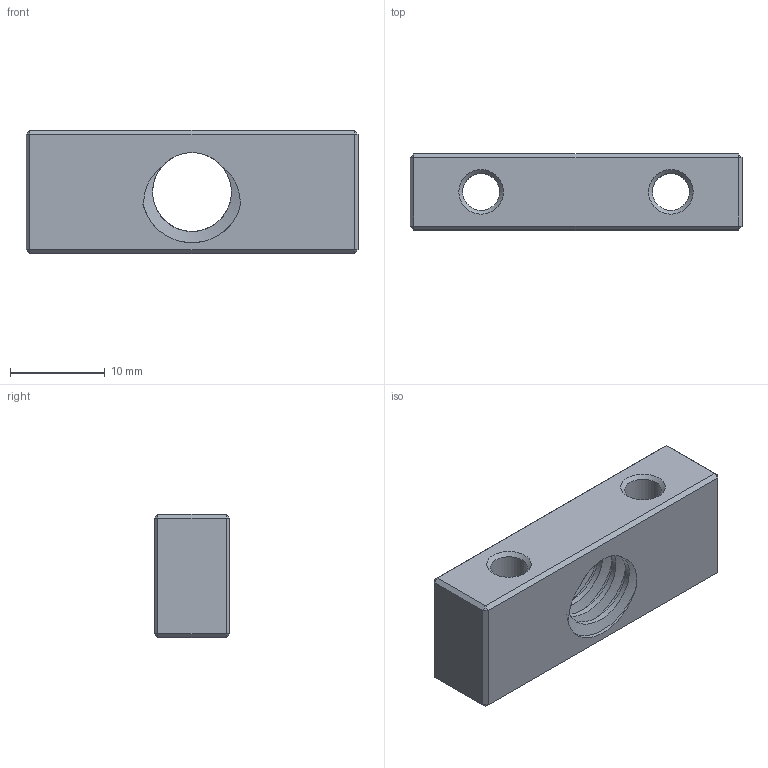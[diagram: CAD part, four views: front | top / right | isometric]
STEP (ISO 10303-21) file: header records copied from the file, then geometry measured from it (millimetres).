
FILE_DESCRIPTION(/* description */ (''),/* implementation_level */ '2;1');
FILE_NAME(/* name */ '60d9e2f2-2cd9-4362-a5ab-8898316180d4.stp',/* time_stamp */ '2022-06-09T11:14:16Z',/* author */ (''),/* organization */ (''),/* preprocessor_version */ 'ST-DEVELOPER v19',/* originating_system */ 'Autodesk Translation Framework v11.7.0.108',/* authorisation */ '');
FILE_SCHEMA (('AUTOMOTIVE_DESIGN { 1 0 10303 214 3 1 1 }'));
Length unit declared in the file: millimetre
Products named in the file (1): romi_delrin_nut
Bounding box: 35 x 8 x 13 mm (x, y, z)
Volume: 2717.7 mm3; surface area: 2198.7 mm2
Topology: 1 solids, 1 shells, 44 faces, 98 edges, 56 vertices
Faces by surface type: plane 26, cylinder 12, cone 4, bspline 2
Full cylindrical faces by diameter (mm): 3.9 x2, 8.318 x3, 10.7 x3
Entity records: 1998 total; most frequent: CARTESIAN_POINT 1036, ORIENTED_EDGE 196, DIRECTION 172, EDGE_CURVE 98, LINE 62, VECTOR 62, VERTEX_POINT 56, AXIS2_PLACEMENT_3D 55
